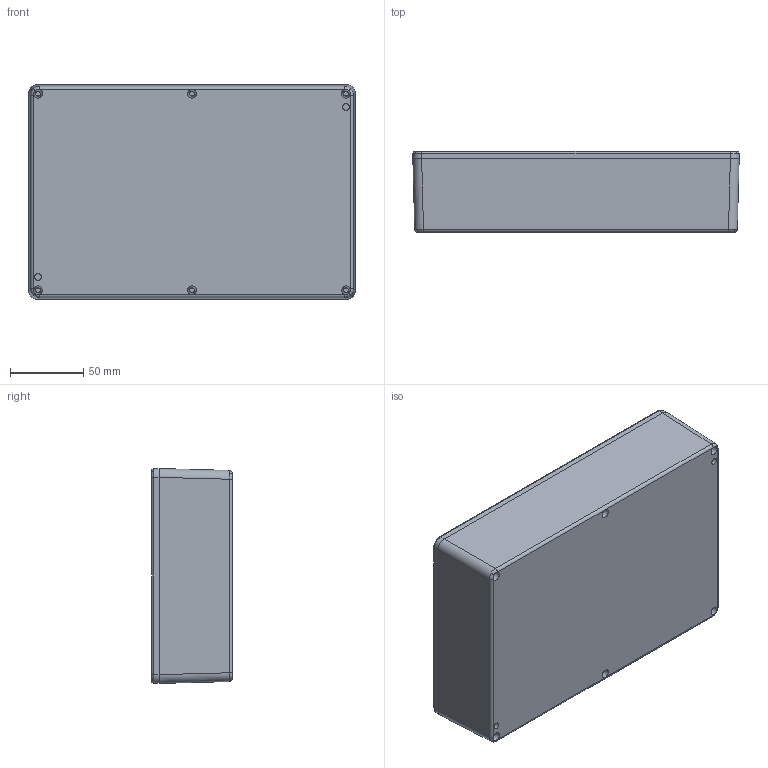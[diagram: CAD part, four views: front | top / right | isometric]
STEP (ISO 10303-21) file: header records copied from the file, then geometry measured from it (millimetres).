
FILE_DESCRIPTION (( 'STEP AP214' ), '1' );
FILE_NAME ('1550Z124.STEP', '2020-11-05T20:58:05', ( '' ), ( '' ), 'SwSTEP 2.0', 'SolidWorks 2019', '' );
FILE_SCHEMA (( 'AUTOMOTIVE_DESIGN' ));
Length unit declared in the file: inch
Products named in the file (1): 1550Z124
Bounding box: 222.5 x 55 x 146.5 mm (x, y, z)
Volume: 312708 mm3; surface area: 224049.7 mm2
Topology: 9 solids, 9 shells, 1693 faces, 4412 edges, 2803 vertices
Faces by surface type: bspline 523, plane 482, cone 366, cylinder 310, torus 12
Full cylindrical faces by diameter (mm): 3 x4, 3.3 x6, 3.4 x6, 3.9 x90, 6 x6, 7.6 x6
Entity records: 71466 total; most frequent: CARTESIAN_POINT 36807, ORIENTED_EDGE 7506, DIRECTION 5900, EDGE_CURVE 3753, VERTEX_POINT 2495, AXIS2_PLACEMENT_3D 2195, EDGE_LOOP 2140, FACE_OUTER_BOUND 1816
